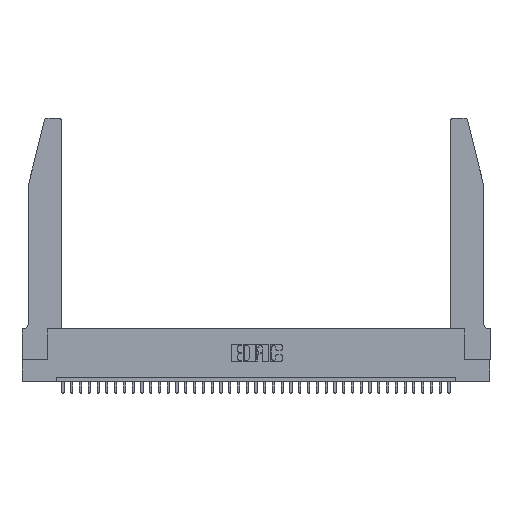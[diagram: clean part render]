
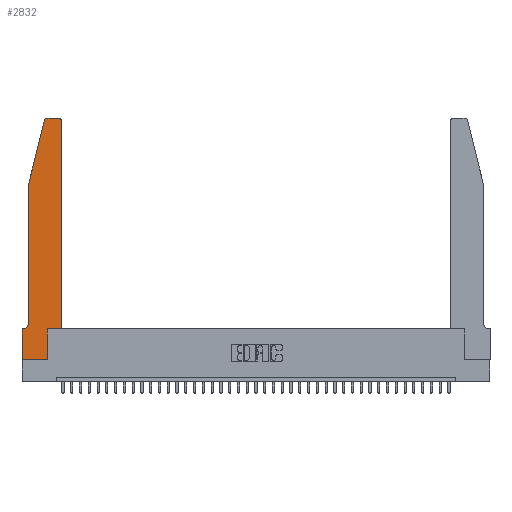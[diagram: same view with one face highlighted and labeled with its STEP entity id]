
A CAD part, top view. The second image highlights one B-rep face of the part: STEP entity #2832.
In plain terms, the highlighted planar face has unit normal (0, 0, 1).
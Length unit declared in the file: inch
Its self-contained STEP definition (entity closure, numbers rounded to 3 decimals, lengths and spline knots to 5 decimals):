
#169 = VERTEX_POINT ( 'NONE', #7346 ) ;
#336 = DIRECTION ( 'NONE',  ( 0., 1., 0. ) ) ;
#395 = CARTESIAN_POINT ( 'NONE',  ( 0.4205, 2.75, 0.37 ) ) ;
#466 = EDGE_CURVE ( 'NONE', #1606, #1343, #29717, .T. ) ;
#531 = LINE ( 'NONE', #3630, #23265 ) ;
#976 = VECTOR ( 'NONE', #336, 39.37008 ) ;
#1343 = VERTEX_POINT ( 'NONE', #36930 ) ;
#1540 = PLANE ( 'NONE',  #23137 ) ;
#1606 = VERTEX_POINT ( 'NONE', #23365 ) ;
#1771 = EDGE_CURVE ( 'NONE', #9288, #169, #36075, .T. ) ;
#2796 = DIRECTION ( 'NONE',  ( 1., 0., 0. ) ) ;
#2832 = ADVANCED_FACE ( 'NONE', ( #20279 ), #1540, .T. ) ;
#3630 = CARTESIAN_POINT ( 'NONE',  ( 0.4505, 0.35, 0.37 ) ) ;
#4208 = ORIENTED_EDGE ( 'NONE', *, *, #26449, .T. ) ;
#4842 = VERTEX_POINT ( 'NONE', #28278 ) ;
#4901 = LINE ( 'NONE', #16062, #22466 ) ;
#5106 = LINE ( 'NONE', #16359, #6909 ) ;
#5530 = VERTEX_POINT ( 'NONE', #34736 ) ;
#5607 = LINE ( 'NONE', #29932, #976 ) ;
#5759 = CARTESIAN_POINT ( 'NONE',  ( 0.4505, 0.35, 0.37 ) ) ;
#6160 = LINE ( 'NONE', #27946, #29322 ) ;
#6390 = EDGE_CURVE ( 'NONE', #18482, #5530, #5607, .T. ) ;
#6538 = CARTESIAN_POINT ( 'NONE',  ( 0.0755, 2., 0.37 ) ) ;
#6909 = VECTOR ( 'NONE', #25437, 39.37008 ) ;
#7053 = CARTESIAN_POINT ( 'NONE',  ( 0., 0.35, 0.37 ) ) ;
#7346 = CARTESIAN_POINT ( 'NONE',  ( 0.2865, 0.35, 0.37 ) ) ;
#8958 = DIRECTION ( 'NONE',  ( 1., 0., 0. ) ) ;
#9288 = VERTEX_POINT ( 'NONE', #11344 ) ;
#9657 = EDGE_CURVE ( 'NONE', #25888, #19768, #4901, .T. ) ;
#11285 = EDGE_CURVE ( 'NONE', #5530, #25888, #37731, .T. ) ;
#11344 = CARTESIAN_POINT ( 'NONE',  ( 0.2865, 0., 0.37 ) ) ;
#11591 = AXIS2_PLACEMENT_3D ( 'NONE', #18708, #27681, #27951 ) ;
#11604 = VERTEX_POINT ( 'NONE', #32148 ) ;
#11698 = CARTESIAN_POINT ( 'NONE',  ( 0., 0., 0.37 ) ) ;
#12193 = EDGE_CURVE ( 'NONE', #21783, #11604, #6160, .T. ) ;
#12500 = VECTOR ( 'NONE', #24908, 39.37008 ) ;
#13150 = EDGE_CURVE ( 'NONE', #169, #18482, #531, .T. ) ;
#14108 = EDGE_CURVE ( 'NONE', #17633, #1606, #5106, .T. ) ;
#14541 = AXIS2_PLACEMENT_3D ( 'NONE', #20094, #19965, #31771 ) ;
#14620 = EDGE_CURVE ( 'NONE', #1343, #9288, #27260, .T. ) ;
#14791 = ORIENTED_EDGE ( 'NONE', *, *, #33110, .T. ) ;
#14911 = VECTOR ( 'NONE', #28063, 39.37008 ) ;
#15267 = CARTESIAN_POINT ( 'NONE',  ( 0.284, 2.75, 0.37 ) ) ;
#15756 = EDGE_LOOP ( 'NONE', ( #36991, #24625, #20539, #4208, #14791, #34148, #17275, #27552, #28195, #28632, #37389, #32248 ) ) ;
#16062 = CARTESIAN_POINT ( 'NONE',  ( 0.2605, 2.75, 0.37 ) ) ;
#16359 = CARTESIAN_POINT ( 'NONE',  ( 0.0755, 0.35, 0.37 ) ) ;
#17275 = ORIENTED_EDGE ( 'NONE', *, *, #466, .T. ) ;
#17633 = VERTEX_POINT ( 'NONE', #24819 ) ;
#18482 = VERTEX_POINT ( 'NONE', #5759 ) ;
#18488 = CARTESIAN_POINT ( 'NONE',  ( 0.2865, 0.35, 0.37 ) ) ;
#18708 = CARTESIAN_POINT ( 'NONE',  ( 0.0055, 0.42, 0.37 ) ) ;
#18766 = DIRECTION ( 'NONE',  ( -1., 0., 0. ) ) ;
#18805 = CARTESIAN_POINT ( 'NONE',  ( 0., 0., 0.37 ) ) ;
#19768 = VERTEX_POINT ( 'NONE', #15267 ) ;
#19965 = DIRECTION ( 'NONE',  ( 0., 0., 1. ) ) ;
#20094 = CARTESIAN_POINT ( 'NONE',  ( 0.284, 2.72, 0.37 ) ) ;
#20279 = FACE_OUTER_BOUND ( 'NONE', #15756, .T. ) ;
#20539 = ORIENTED_EDGE ( 'NONE', *, *, #12193, .T. ) ;
#21194 = VECTOR ( 'NONE', #2796, 39.37008 ) ;
#21783 = VERTEX_POINT ( 'NONE', #25272 ) ;
#21824 = DIRECTION ( 'NONE',  ( 1., 0., 0. ) ) ;
#22466 = VECTOR ( 'NONE', #18766, 39.37008 ) ;
#23137 = AXIS2_PLACEMENT_3D ( 'NONE', #7053, #36675, #21824 ) ;
#23265 = VECTOR ( 'NONE', #35917, 39.37008 ) ;
#23365 = CARTESIAN_POINT ( 'NONE',  ( 0., 0.35, 0.37 ) ) ;
#24625 = ORIENTED_EDGE ( 'NONE', *, *, #38066, .T. ) ;
#24819 = CARTESIAN_POINT ( 'NONE',  ( 0.0055, 0.35, 0.37 ) ) ;
#24908 = DIRECTION ( 'NONE',  ( 0., 1., 0. ) ) ;
#25272 = CARTESIAN_POINT ( 'NONE',  ( 0.25487, 2.72718, 0.37 ) ) ;
#25437 = DIRECTION ( 'NONE',  ( -1., 0., 0. ) ) ;
#25888 = VERTEX_POINT ( 'NONE', #395 ) ;
#26449 = EDGE_CURVE ( 'NONE', #11604, #4842, #27578, .T. ) ;
#27260 = LINE ( 'NONE', #11698, #21194 ) ;
#27552 = ORIENTED_EDGE ( 'NONE', *, *, #14620, .T. ) ;
#27578 = LINE ( 'NONE', #6538, #36792 ) ;
#27681 = DIRECTION ( 'NONE',  ( 0., 0., -1. ) ) ;
#27876 = CIRCLE ( 'NONE', #11591, 0.07 ) ;
#27946 = CARTESIAN_POINT ( 'NONE',  ( 0.0755, 2., 0.37 ) ) ;
#27951 = DIRECTION ( 'NONE',  ( -1., 0., 0. ) ) ;
#28063 = DIRECTION ( 'NONE',  ( 0., -1., 0. ) ) ;
#28089 = DIRECTION ( 'NONE',  ( -0.239, -0.971, 0. ) ) ;
#28195 = ORIENTED_EDGE ( 'NONE', *, *, #1771, .T. ) ;
#28278 = CARTESIAN_POINT ( 'NONE',  ( 0.0755, 0.42, 0.37 ) ) ;
#28632 = ORIENTED_EDGE ( 'NONE', *, *, #13150, .T. ) ;
#29322 = VECTOR ( 'NONE', #28089, 39.37008 ) ;
#29717 = LINE ( 'NONE', #18805, #14911 ) ;
#29932 = CARTESIAN_POINT ( 'NONE',  ( 0.4505, 0.35, 0.37 ) ) ;
#30140 = CIRCLE ( 'NONE', #14541, 0.03 ) ;
#31771 = DIRECTION ( 'NONE',  ( 1., 0., 0. ) ) ;
#32060 = DIRECTION ( 'NONE',  ( 0., 0., 1. ) ) ;
#32148 = CARTESIAN_POINT ( 'NONE',  ( 0.0755, 2., 0.37 ) ) ;
#32248 = ORIENTED_EDGE ( 'NONE', *, *, #11285, .T. ) ;
#33110 = EDGE_CURVE ( 'NONE', #4842, #17633, #27876, .T. ) ;
#33199 = DIRECTION ( 'NONE',  ( 0., -1., 0. ) ) ;
#34148 = ORIENTED_EDGE ( 'NONE', *, *, #14108, .T. ) ;
#34736 = CARTESIAN_POINT ( 'NONE',  ( 0.4505, 2.72, 0.37 ) ) ;
#35917 = DIRECTION ( 'NONE',  ( 1., 0., 0. ) ) ;
#36075 = LINE ( 'NONE', #18488, #12500 ) ;
#36675 = DIRECTION ( 'NONE',  ( 0., 0., 1. ) ) ;
#36792 = VECTOR ( 'NONE', #33199, 39.37008 ) ;
#36930 = CARTESIAN_POINT ( 'NONE',  ( 0., 0., 0.37 ) ) ;
#36970 = AXIS2_PLACEMENT_3D ( 'NONE', #37718, #32060, #8958 ) ;
#36991 = ORIENTED_EDGE ( 'NONE', *, *, #9657, .T. ) ;
#37389 = ORIENTED_EDGE ( 'NONE', *, *, #6390, .T. ) ;
#37718 = CARTESIAN_POINT ( 'NONE',  ( 0.4205, 2.72, 0.37 ) ) ;
#37731 = CIRCLE ( 'NONE', #36970, 0.03 ) ;
#38066 = EDGE_CURVE ( 'NONE', #19768, #21783, #30140, .T. ) ;
